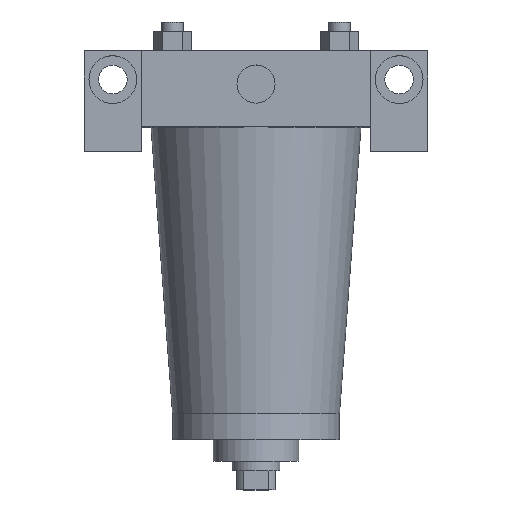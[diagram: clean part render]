
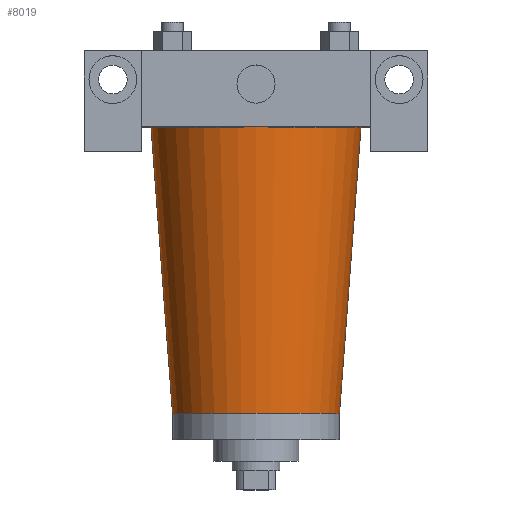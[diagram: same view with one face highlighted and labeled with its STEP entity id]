
A CAD part, top view. The second image highlights one B-rep face of the part: STEP entity #8019.
In plain terms, the highlighted cylindrical face has radius 34.925 mm (diameter 69.85 mm), a full revolution.
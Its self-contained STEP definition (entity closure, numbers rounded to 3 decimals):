
#451=EDGE_CURVE('',#457,#457,#452,.T.);
#452=CIRCLE('',#453,27.775);
#453=AXIS2_PLACEMENT_3D('',#454,#455,#456);
#454=CARTESIAN_POINT('',(0.,25.4,0.));
#455=DIRECTION('',(0.,1.,0.));
#456=DIRECTION('',(1.,0.,0.));
#457=VERTEX_POINT('',#458);
#458=CARTESIAN_POINT('',(27.775,25.4,0.));
#490=FACE_OUTER_BOUND('',#492,.T.);
#491=FACE_BOUND('',#493,.T.);
#492=EDGE_LOOP('',(#494));
#493=EDGE_LOOP('',(#503));
#494=ORIENTED_EDGE('',*,*,#495,.F.);
#495=EDGE_CURVE('',#501,#501,#496,.T.);
#496=CIRCLE('',#497,34.925);
#497=AXIS2_PLACEMENT_3D('',#498,#499,#500);
#498=CARTESIAN_POINT('',(0.,120.65,0.));
#499=DIRECTION('',(0.,1.,0.));
#500=DIRECTION('',(1.,0.,0.));
#501=VERTEX_POINT('',#502);
#502=CARTESIAN_POINT('',(34.925,120.65,0.));
#503=ORIENTED_EDGE('',*,*,#451,.T.);
#504=CYLINDRICAL_SURFACE('',#505,34.925);
#505=AXIS2_PLACEMENT_3D('',#506,#507,#508);
#506=CARTESIAN_POINT('',(0.,120.65,0.));
#507=DIRECTION('',(0.,-1.,0.));
#508=DIRECTION('',(0.,0.,-1.));
#8019=ADVANCED_FACE('',(#490,#491),#504,.T.);
